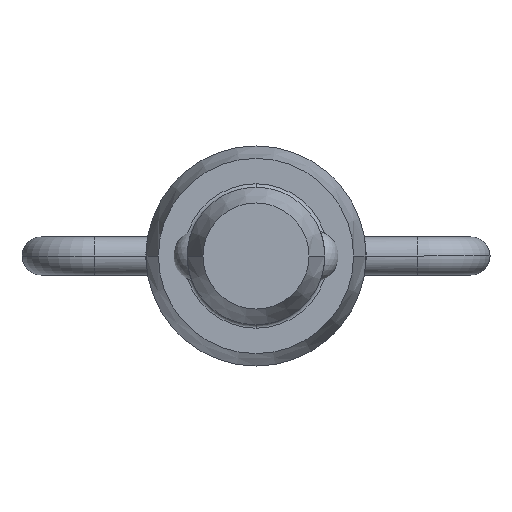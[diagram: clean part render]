
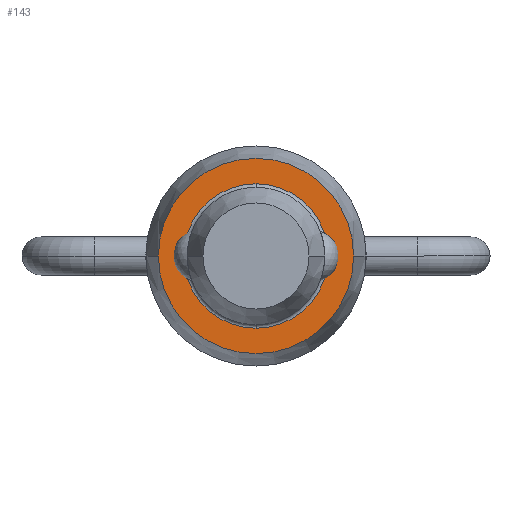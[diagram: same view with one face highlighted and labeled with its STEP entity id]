
A CAD part, front view. The second image highlights one B-rep face of the part: STEP entity #143.
In plain terms, the highlighted planar face has unit normal (0, -1, 0).
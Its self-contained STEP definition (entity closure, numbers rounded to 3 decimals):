
#143=ADVANCED_FACE('',(#283,#284),#285,.T.);
#283=FACE_OUTER_BOUND('',#416,.T.);
#284=FACE_BOUND('',#417,.T.);
#285=PLANE('',#418);
#416=EDGE_LOOP('',(#775,#776));
#417=EDGE_LOOP('',(#777,#778,#779));
#418=AXIS2_PLACEMENT_3D('',#780,#781,#782);
#775=ORIENTED_EDGE('',*,*,#923,.T.);
#776=ORIENTED_EDGE('',*,*,#892,.T.);
#777=ORIENTED_EDGE('',*,*,#927,.T.);
#778=ORIENTED_EDGE('',*,*,#825,.T.);
#779=ORIENTED_EDGE('',*,*,#928,.T.);
#780=CARTESIAN_POINT('',(-5.259,0.0,0.0));
#781=DIRECTION('',(0.,-1.0,0.0));
#782=DIRECTION('',(1.0,0.,0.0));
#825=EDGE_CURVE('',#988,#990,#992,.T.);
#892=EDGE_CURVE('',#1089,#1086,#1090,.T.);
#923=EDGE_CURVE('',#1086,#1089,#1127,.T.);
#927=EDGE_CURVE('',#1131,#988,#1132,.T.);
#928=EDGE_CURVE('',#990,#1131,#1133,.T.);
#988=VERTEX_POINT('',#1303);
#990=VERTEX_POINT('',#1305);
#992=CIRCLE('',#1307,4.169);
#1086=VERTEX_POINT('',#1428);
#1089=VERTEX_POINT('',#1432);
#1090=CIRCLE('',#1433,5.632);
#1127=CIRCLE('',#1532,5.632);
#1131=VERTEX_POINT('',#1536);
#1132=CIRCLE('',#1537,4.169);
#1133=CIRCLE('',#1538,4.169);
#1303=CARTESIAN_POINT('',(0.,0.,4.169));
#1305=CARTESIAN_POINT('',(0.,0.,-4.169));
#1307=AXIS2_PLACEMENT_3D('',#1597,#1598,#1599);
#1428=CARTESIAN_POINT('',(-5.632,0.0,0.0));
#1432=CARTESIAN_POINT('',(5.632,0.,0.));
#1433=AXIS2_PLACEMENT_3D('',#1713,#1714,#1715);
#1532=AXIS2_PLACEMENT_3D('',#1740,#1741,#1742);
#1536=CARTESIAN_POINT('',(-4.169,0.0,0.0));
#1537=AXIS2_PLACEMENT_3D('',#1746,#1747,#1748);
#1538=AXIS2_PLACEMENT_3D('',#1749,#1750,#1751);
#1597=CARTESIAN_POINT('',(0.,0.0,0.0));
#1598=DIRECTION('',(0.,1.0,0.0));
#1599=DIRECTION('',(-1.0,0.,0.0));
#1713=CARTESIAN_POINT('',(0.,0.0,0.));
#1714=DIRECTION('',(0.,-1.0,0.0));
#1715=DIRECTION('',(-1.0,0.,0.0));
#1740=CARTESIAN_POINT('',(0.,0.0,0.));
#1741=DIRECTION('',(0.,-1.0,0.0));
#1742=DIRECTION('',(-1.0,0.,0.0));
#1746=CARTESIAN_POINT('',(0.,0.0,0.0));
#1747=DIRECTION('',(0.,1.0,0.0));
#1748=DIRECTION('',(-1.0,0.,0.0));
#1749=CARTESIAN_POINT('',(0.,0.0,0.0));
#1750=DIRECTION('',(0.,1.0,0.0));
#1751=DIRECTION('',(-1.0,0.,0.0));
